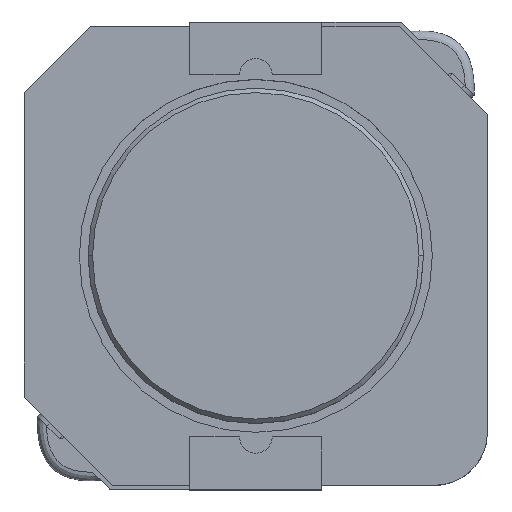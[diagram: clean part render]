
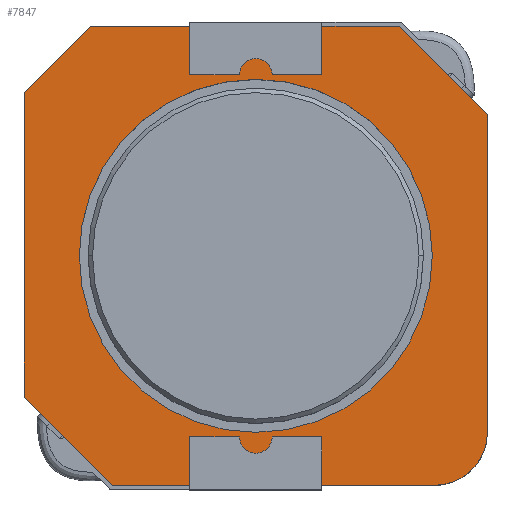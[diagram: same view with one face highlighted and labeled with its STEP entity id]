
A CAD part, top view. The second image highlights one B-rep face of the part: STEP entity #7847.
In plain terms, the highlighted planar face has unit normal (0, 0, 1).
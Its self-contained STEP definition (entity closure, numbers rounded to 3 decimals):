
#491 = DIRECTION ( 'NONE',  ( 1., 0., 0. ) ) ;
#636 = EDGE_LOOP ( 'NONE', ( #3118, #9070, #1705, #8702, #4686, #14337, #16314, #10007 ) ) ;
#1242 = CARTESIAN_POINT ( 'NONE',  ( -3.25, -5.2, 3.1 ) ) ;
#1296 = VERTEX_POINT ( 'NONE', #1708 ) ;
#1387 = CARTESIAN_POINT ( 'NONE',  ( -5.25, 3.7, 3.1 ) ) ;
#1573 = DIRECTION ( 'NONE',  ( 0., 0., 1. ) ) ;
#1705 = ORIENTED_EDGE ( 'NONE', *, *, #14561, .T. ) ;
#1708 = CARTESIAN_POINT ( 'NONE',  ( 5.25, 3.2, 3.1 ) ) ;
#2069 = VECTOR ( 'NONE', #3594, 1000. ) ;
#2475 = LINE ( 'NONE', #3932, #6539 ) ;
#3118 = ORIENTED_EDGE ( 'NONE', *, *, #5006, .T. ) ;
#3581 = AXIS2_PLACEMENT_3D ( 'NONE', #8724, #1573, #11824 ) ;
#3594 = DIRECTION ( 'NONE',  ( 0.707, -0.707, 0. ) ) ;
#3635 = DIRECTION ( 'NONE',  ( -0.707, -0.707, 0. ) ) ;
#3744 = EDGE_CURVE ( 'NONE', #4806, #5414, #11418, .T. ) ;
#3932 = CARTESIAN_POINT ( 'NONE',  ( 5.25, 5.2, 3.1 ) ) ;
#4504 = AXIS2_PLACEMENT_3D ( 'NONE', #14634, #17547, #491 ) ;
#4686 = ORIENTED_EDGE ( 'NONE', *, *, #14211, .T. ) ;
#4806 = VERTEX_POINT ( 'NONE', #7212 ) ;
#5006 = EDGE_CURVE ( 'NONE', #6270, #12510, #13783, .T. ) ;
#5414 = VERTEX_POINT ( 'NONE', #1387 ) ;
#5416 = CARTESIAN_POINT ( 'NONE',  ( 0., 0., 3.1 ) ) ;
#5516 = EDGE_CURVE ( 'NONE', #9566, #6270, #18164, .T. ) ;
#5977 = VECTOR ( 'NONE', #7934, 1000. ) ;
#6198 = CARTESIAN_POINT ( 'NONE',  ( -4.475, 4.475, 3.1 ) ) ;
#6270 = VERTEX_POINT ( 'NONE', #1242 ) ;
#6389 = AXIS2_PLACEMENT_3D ( 'NONE', #5416, #11441, #8450 ) ;
#6407 = VECTOR ( 'NONE', #15402, 1000. ) ;
#6417 = EDGE_LOOP ( 'NONE', ( #11783, #15815 ) ) ;
#6539 = VECTOR ( 'NONE', #18153, 1000. ) ;
#6735 = CARTESIAN_POINT ( 'NONE',  ( 5.25, -4., 3.1 ) ) ;
#6825 = CARTESIAN_POINT ( 'NONE',  ( -5.25, 5.2, 3.1 ) ) ;
#6856 = CARTESIAN_POINT ( 'NONE',  ( 4.05, -5.2, 3.1 ) ) ;
#7048 = VERTEX_POINT ( 'NONE', #15639 ) ;
#7212 = CARTESIAN_POINT ( 'NONE',  ( -3.75, 5.2, 3.1 ) ) ;
#7835 = VERTEX_POINT ( 'NONE', #6735 ) ;
#7847 = ADVANCED_FACE ( 'NONE', ( #8340, #10863 ), #11136, .T. ) ;
#7934 = DIRECTION ( 'NONE',  ( -0.707, 0.707, 0. ) ) ;
#8121 = VECTOR ( 'NONE', #10940, 1000. ) ;
#8161 = LINE ( 'NONE', #6825, #6407 ) ;
#8340 = FACE_BOUND ( 'NONE', #6417, .T. ) ;
#8450 = DIRECTION ( 'NONE',  ( 1., 0., 0. ) ) ;
#8702 = ORIENTED_EDGE ( 'NONE', *, *, #15518, .T. ) ;
#8724 = CARTESIAN_POINT ( 'NONE',  ( 4.05, -4., 3.1 ) ) ;
#9070 = ORIENTED_EDGE ( 'NONE', *, *, #16054, .T. ) ;
#9338 = CARTESIAN_POINT ( 'NONE',  ( 4.225, 4.225, 3.1 ) ) ;
#9566 = VERTEX_POINT ( 'NONE', #9787 ) ;
#9752 = LINE ( 'NONE', #9914, #18435 ) ;
#9787 = CARTESIAN_POINT ( 'NONE',  ( -5.25, -3.2, 3.1 ) ) ;
#9914 = CARTESIAN_POINT ( 'NONE',  ( -5.25, 5.2, 3.1 ) ) ;
#10007 = ORIENTED_EDGE ( 'NONE', *, *, #5516, .T. ) ;
#10863 = FACE_OUTER_BOUND ( 'NONE', #636, .T. ) ;
#10940 = DIRECTION ( 'NONE',  ( 1., 0., 0. ) ) ;
#10942 = DIRECTION ( 'NONE',  ( -1., 0., 0. ) ) ;
#11136 = PLANE ( 'NONE',  #11901 ) ;
#11329 = EDGE_CURVE ( 'NONE', #5414, #9566, #8161, .T. ) ;
#11418 = LINE ( 'NONE', #6198, #11459 ) ;
#11441 = DIRECTION ( 'NONE',  ( 0., 0., 1. ) ) ;
#11459 = VECTOR ( 'NONE', #3635, 1000. ) ;
#11682 = EDGE_CURVE ( 'NONE', #12397, #16296, #17705, .T. ) ;
#11783 = ORIENTED_EDGE ( 'NONE', *, *, #17356, .F. ) ;
#11824 = DIRECTION ( 'NONE',  ( 1., 0., 0. ) ) ;
#11875 = CARTESIAN_POINT ( 'NONE',  ( -4., 0., 3.1 ) ) ;
#11901 = AXIS2_PLACEMENT_3D ( 'NONE', #18179, #18082, #17998 ) ;
#12178 = CARTESIAN_POINT ( 'NONE',  ( -4.225, -4.225, 3.1 ) ) ;
#12397 = VERTEX_POINT ( 'NONE', #11875 ) ;
#12510 = VERTEX_POINT ( 'NONE', #6856 ) ;
#12895 = CIRCLE ( 'NONE', #3581, 1.2 ) ;
#13783 = LINE ( 'NONE', #16778, #8121 ) ;
#14211 = EDGE_CURVE ( 'NONE', #7048, #4806, #9752, .T. ) ;
#14337 = ORIENTED_EDGE ( 'NONE', *, *, #3744, .T. ) ;
#14561 = EDGE_CURVE ( 'NONE', #7835, #1296, #2475, .T. ) ;
#14634 = CARTESIAN_POINT ( 'NONE',  ( 0., 0., 3.1 ) ) ;
#15118 = LINE ( 'NONE', #9338, #5977 ) ;
#15402 = DIRECTION ( 'NONE',  ( 0., -1., 0. ) ) ;
#15518 = EDGE_CURVE ( 'NONE', #1296, #7048, #15118, .T. ) ;
#15639 = CARTESIAN_POINT ( 'NONE',  ( 3.25, 5.2, 3.1 ) ) ;
#15815 = ORIENTED_EDGE ( 'NONE', *, *, #11682, .F. ) ;
#16054 = EDGE_CURVE ( 'NONE', #12510, #7835, #12895, .T. ) ;
#16296 = VERTEX_POINT ( 'NONE', #16527 ) ;
#16314 = ORIENTED_EDGE ( 'NONE', *, *, #11329, .T. ) ;
#16527 = CARTESIAN_POINT ( 'NONE',  ( 4., 0., 3.1 ) ) ;
#16778 = CARTESIAN_POINT ( 'NONE',  ( -5.25, -5.2, 3.1 ) ) ;
#17356 = EDGE_CURVE ( 'NONE', #16296, #12397, #17941, .T. ) ;
#17547 = DIRECTION ( 'NONE',  ( 0., 0., 1. ) ) ;
#17705 = CIRCLE ( 'NONE', #6389, 4. ) ;
#17941 = CIRCLE ( 'NONE', #4504, 4. ) ;
#17998 = DIRECTION ( 'NONE',  ( 1., 0., 0. ) ) ;
#18082 = DIRECTION ( 'NONE',  ( 0., 0., 1. ) ) ;
#18153 = DIRECTION ( 'NONE',  ( 0., 1., 0. ) ) ;
#18164 = LINE ( 'NONE', #12178, #2069 ) ;
#18179 = CARTESIAN_POINT ( 'NONE',  ( 0., 0., 3.1 ) ) ;
#18435 = VECTOR ( 'NONE', #10942, 1000. ) ;
